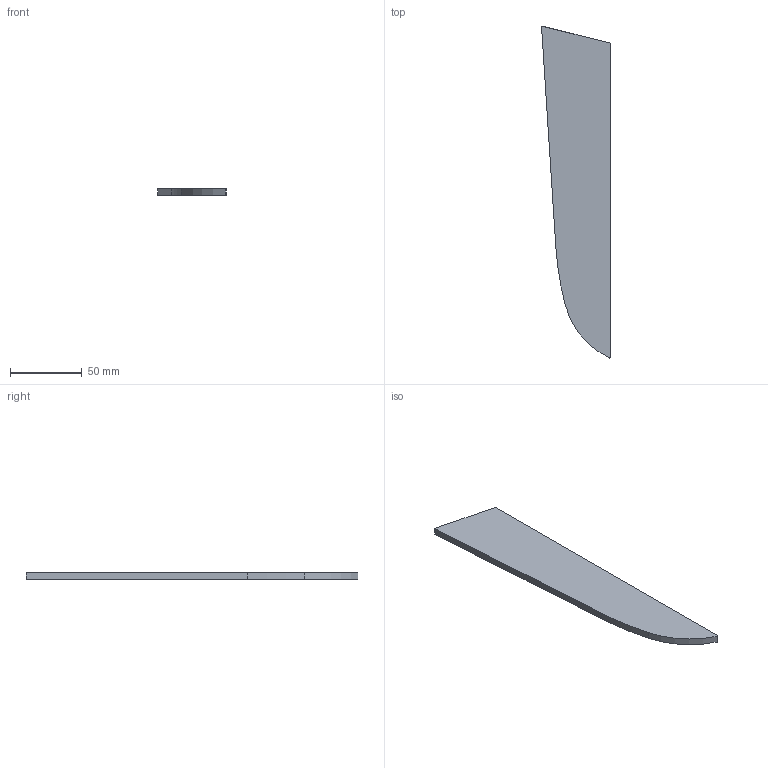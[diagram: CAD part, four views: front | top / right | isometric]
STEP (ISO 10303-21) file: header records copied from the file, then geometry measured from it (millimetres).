
FILE_DESCRIPTION(('FreeCAD Model'),'2;1');
FILE_NAME('Open CASCADE Shape Model','2023-12-05T15:46:38',(''),(''), 'Open CASCADE STEP processor 7.6','FreeCAD','Unknown');
FILE_SCHEMA(('AUTOMOTIVE_DESIGN { 1 0 10303 214 1 1 1 1 }'));
Length unit declared in the file: millimetre
Products named in the file (1): Body
Bounding box: 47.93 x 230.7 x 4.8 mm (x, y, z)
Volume: 22820.5 mm3; surface area: 35495.8 mm2
Topology: 1 solids, 1 shells, 34 faces, 91 edges, 58 vertices
Faces by surface type: plane 18, cylinder 10, cone 6
Entity records: 1087 total; most frequent: DIRECTION 187, CARTESIAN_POINT 184, ORIENTED_EDGE 182, EDGE_CURVE 91, LINE 65, VECTOR 65, AXIS2_PLACEMENT_3D 61, VERTEX_POINT 58
